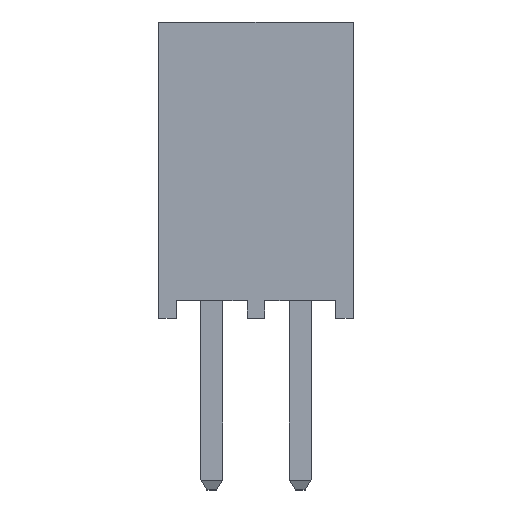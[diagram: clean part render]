
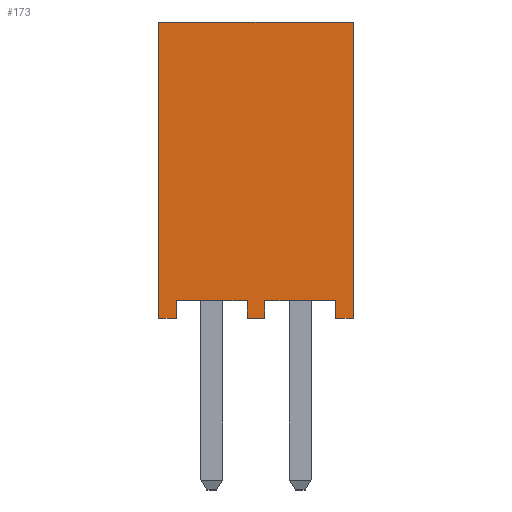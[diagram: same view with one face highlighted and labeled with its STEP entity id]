
A CAD part, top view. The second image highlights one B-rep face of the part: STEP entity #173.
In plain terms, the highlighted planar face has unit normal (0, 0, 1).
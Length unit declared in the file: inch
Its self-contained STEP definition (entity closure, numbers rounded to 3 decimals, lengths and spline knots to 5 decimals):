
#173 = ADVANCED_FACE( '', ( #226 ), #227, .F. );
#226 = FACE_OUTER_BOUND( '', #325, .T. );
#227 = PLANE( '', #326 );
#325 = EDGE_LOOP( '', ( #454, #455, #456, #457, #458, #459, #460, #461, #462, #463, #464, #465 ) );
#326 = AXIS2_PLACEMENT_3D( '', #466, #467, #468 );
#454 = ORIENTED_EDGE( '', *, *, #815, .F. );
#455 = ORIENTED_EDGE( '', *, *, #816, .T. );
#456 = ORIENTED_EDGE( '', *, *, #817, .F. );
#457 = ORIENTED_EDGE( '', *, *, #818, .F. );
#458 = ORIENTED_EDGE( '', *, *, #819, .T. );
#459 = ORIENTED_EDGE( '', *, *, #820, .T. );
#460 = ORIENTED_EDGE( '', *, *, #794, .F. );
#461 = ORIENTED_EDGE( '', *, *, #802, .F. );
#462 = ORIENTED_EDGE( '', *, *, #805, .F. );
#463 = ORIENTED_EDGE( '', *, *, #821, .T. );
#464 = ORIENTED_EDGE( '', *, *, #822, .F. );
#465 = ORIENTED_EDGE( '', *, *, #823, .F. );
#466 = CARTESIAN_POINT( '', ( -0.11, 0.335, 0.0475 ) );
#467 = DIRECTION( '', ( 0., 0., -1. ) );
#468 = DIRECTION( '', ( -1., 0., 0. ) );
#794 = EDGE_CURVE( '', #915, #917, #918, .T. );
#802 = EDGE_CURVE( '', #930, #915, #932, .T. );
#805 = EDGE_CURVE( '', #935, #930, #937, .T. );
#815 = EDGE_CURVE( '', #955, #956, #957, .T. );
#816 = EDGE_CURVE( '', #955, #958, #959, .T. );
#817 = EDGE_CURVE( '', #960, #958, #961, .T. );
#818 = EDGE_CURVE( '', #962, #960, #963, .T. );
#819 = EDGE_CURVE( '', #962, #964, #965, .T. );
#820 = EDGE_CURVE( '', #964, #917, #966, .T. );
#821 = EDGE_CURVE( '', #935, #967, #968, .T. );
#822 = EDGE_CURVE( '', #969, #967, #970, .T. );
#823 = EDGE_CURVE( '', #956, #969, #971, .T. );
#915 = VERTEX_POINT( '', #1116 );
#917 = VERTEX_POINT( '', #1119 );
#918 = LINE( '', #1120, #1121 );
#930 = VERTEX_POINT( '', #1139 );
#932 = LINE( '', #1142, #1143 );
#935 = VERTEX_POINT( '', #1147 );
#937 = LINE( '', #1150, #1151 );
#955 = VERTEX_POINT( '', #1178 );
#956 = VERTEX_POINT( '', #1179 );
#957 = LINE( '', #1180, #1181 );
#958 = VERTEX_POINT( '', #1182 );
#959 = LINE( '', #1183, #1184 );
#960 = VERTEX_POINT( '', #1185 );
#961 = LINE( '', #1186, #1187 );
#962 = VERTEX_POINT( '', #1188 );
#963 = LINE( '', #1189, #1190 );
#964 = VERTEX_POINT( '', #1191 );
#965 = LINE( '', #1192, #1193 );
#966 = LINE( '', #1194, #1195 );
#967 = VERTEX_POINT( '', #1196 );
#968 = LINE( '', #1197, #1198 );
#969 = VERTEX_POINT( '', #1199 );
#970 = LINE( '', #1200, #1201 );
#971 = LINE( '', #1202, #1203 );
#1116 = CARTESIAN_POINT( '', ( -0.09, 0.02, 0.0475 ) );
#1119 = CARTESIAN_POINT( '', ( -0.09, 0., 0.0475 ) );
#1120 = CARTESIAN_POINT( '', ( -0.09, 0.335, 0.0475 ) );
#1121 = VECTOR( '', #1434, 39.37008 );
#1139 = CARTESIAN_POINT( '', ( -0.01, 0.02, 0.0475 ) );
#1142 = CARTESIAN_POINT( '', ( -0.11, 0.02, 0.0475 ) );
#1143 = VECTOR( '', #1442, 39.37008 );
#1147 = CARTESIAN_POINT( '', ( -0.01, 0., 0.0475 ) );
#1150 = CARTESIAN_POINT( '', ( -0.01, 0.335, 0.0475 ) );
#1151 = VECTOR( '', #1445, 39.37008 );
#1178 = CARTESIAN_POINT( '', ( 0.09, 0., 0.0475 ) );
#1179 = CARTESIAN_POINT( '', ( 0.09, 0.02, 0.0475 ) );
#1180 = CARTESIAN_POINT( '', ( 0.09, 0.335, 0.0475 ) );
#1181 = VECTOR( '', #1455, 39.37008 );
#1182 = CARTESIAN_POINT( '', ( 0.11, 0., 0.0475 ) );
#1183 = CARTESIAN_POINT( '', ( -0.11, 0., 0.0475 ) );
#1184 = VECTOR( '', #1456, 39.37008 );
#1185 = CARTESIAN_POINT( '', ( 0.11, 0.335, 0.0475 ) );
#1186 = CARTESIAN_POINT( '', ( 0.11, 0.335, 0.0475 ) );
#1187 = VECTOR( '', #1457, 39.37008 );
#1188 = CARTESIAN_POINT( '', ( -0.11, 0.335, 0.0475 ) );
#1189 = CARTESIAN_POINT( '', ( -0.11, 0.335, 0.0475 ) );
#1190 = VECTOR( '', #1458, 39.37008 );
#1191 = CARTESIAN_POINT( '', ( -0.11, 0., 0.0475 ) );
#1192 = CARTESIAN_POINT( '', ( -0.11, 0.335, 0.0475 ) );
#1193 = VECTOR( '', #1459, 39.37008 );
#1194 = CARTESIAN_POINT( '', ( -0.11, 0., 0.0475 ) );
#1195 = VECTOR( '', #1460, 39.37008 );
#1196 = CARTESIAN_POINT( '', ( 0.01, 0., 0.0475 ) );
#1197 = CARTESIAN_POINT( '', ( -0.11, 0., 0.0475 ) );
#1198 = VECTOR( '', #1461, 39.37008 );
#1199 = CARTESIAN_POINT( '', ( 0.01, 0.02, 0.0475 ) );
#1200 = CARTESIAN_POINT( '', ( 0.01, 0.335, 0.0475 ) );
#1201 = VECTOR( '', #1462, 39.37008 );
#1202 = CARTESIAN_POINT( '', ( -0.11, 0.02, 0.0475 ) );
#1203 = VECTOR( '', #1463, 39.37008 );
#1434 = DIRECTION( '', ( 0., -1., 0. ) );
#1442 = DIRECTION( '', ( -1., 0., 0. ) );
#1445 = DIRECTION( '', ( 0., 1., 0. ) );
#1455 = DIRECTION( '', ( 0., 1., 0. ) );
#1456 = DIRECTION( '', ( 1., 0., 0. ) );
#1457 = DIRECTION( '', ( 0., -1., 0. ) );
#1458 = DIRECTION( '', ( 1., 0., 0. ) );
#1459 = DIRECTION( '', ( 0., -1., 0. ) );
#1460 = DIRECTION( '', ( 1., 0., 0. ) );
#1461 = DIRECTION( '', ( 1., 0., 0. ) );
#1462 = DIRECTION( '', ( 0., -1., 0. ) );
#1463 = DIRECTION( '', ( -1., 0., 0. ) );
